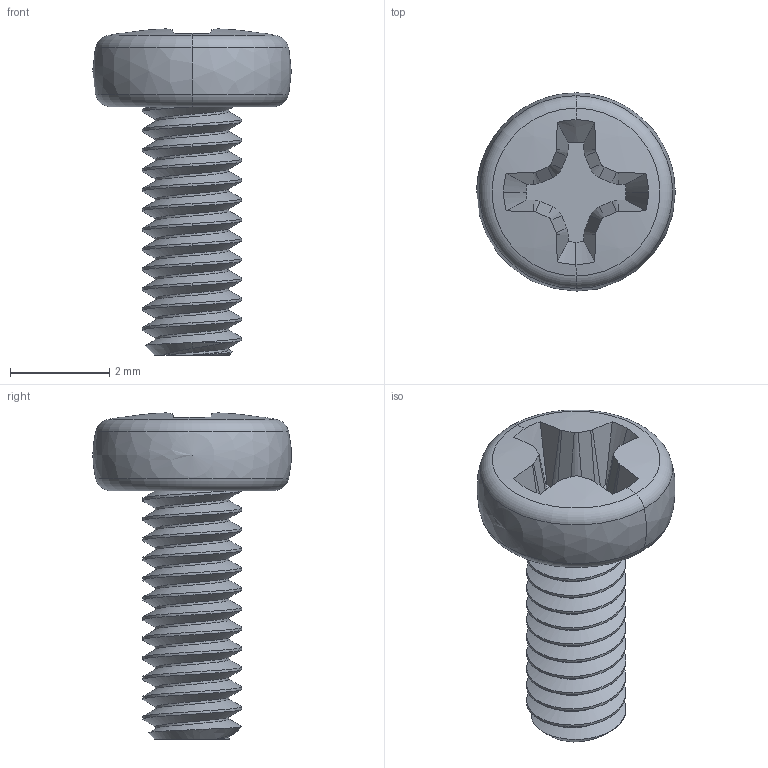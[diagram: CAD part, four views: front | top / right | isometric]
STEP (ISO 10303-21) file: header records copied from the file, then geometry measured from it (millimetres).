
FILE_DESCRIPTION (( 'STEP AP203' ), '1' );
FILE_NAME ('92005A019_Steel Pan Head Phillips Screw.STEP', '2022-12-02T17:06:42', ( 'Administrator' ), ( 'Managed by Terraform' ), 'SwSTEP 2.0', 'SolidWorks 2017', '' );
FILE_SCHEMA (( 'CONFIG_CONTROL_DESIGN' ));
Length unit declared in the file: millimetre
Products named in the file (1): 92005A019_Steel Pan Head Phillips Screw
Bounding box: 4 x 3.99 x 6.57 mm (x, y, z)
Volume: 26 mm3; surface area: 94.3 mm2
Topology: 1 solids, 1 shells, 76 faces, 216 edges, 141 vertices
Faces by surface type: cylinder 24, cone 22, plane 19, torus 4, sphere 4, bspline 3
Entity records: 4298 total; most frequent: CARTESIAN_POINT 2435, ORIENTED_EDGE 422, DIRECTION 342, EDGE_CURVE 211, VERTEX_POINT 138, AXIS2_PLACEMENT_3D 137, EDGE_LOOP 77, FACE_OUTER_BOUND 76
